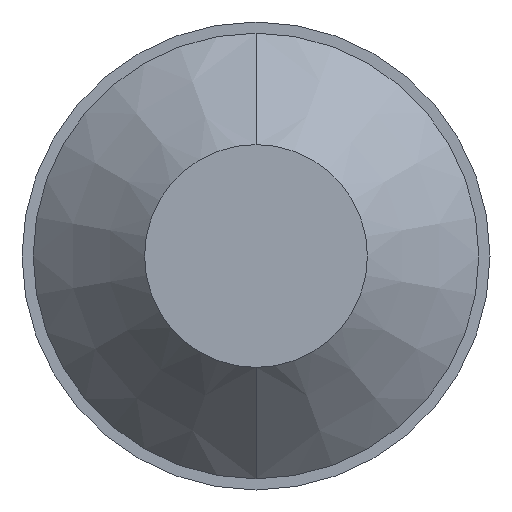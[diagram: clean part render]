
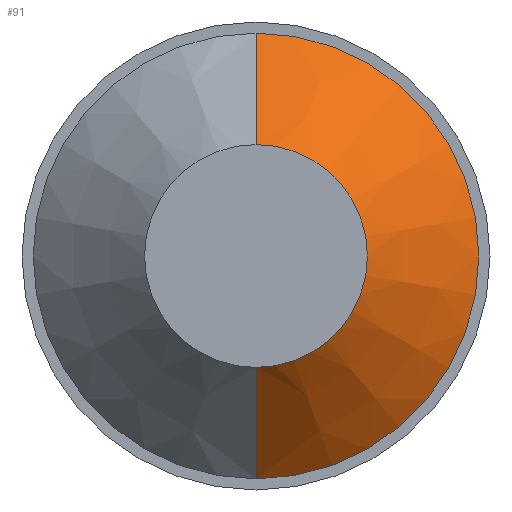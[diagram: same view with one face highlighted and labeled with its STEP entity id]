
A CAD part, front view. The second image highlights one B-rep face of the part: STEP entity #91.
In plain terms, the highlighted conical face has half-angle 45 degrees and reference radius 0.5 mm.
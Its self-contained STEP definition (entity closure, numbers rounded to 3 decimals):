
#4 = CARTESIAN_POINT ( 'NONE',  ( 0., 0.5, -1. ) ) ;
#9 = CARTESIAN_POINT ( 'NONE',  ( 0., 0., -0.5 ) ) ;
#11 = CONICAL_SURFACE ( 'NONE', #269, 0.5, 0.785 ) ;
#18 = FACE_OUTER_BOUND ( 'NONE', #321, .T. ) ;
#29 = CARTESIAN_POINT ( 'NONE',  ( 0., 0., 0.5 ) ) ;
#44 = VERTEX_POINT ( 'NONE', #29 ) ;
#46 = ORIENTED_EDGE ( 'NONE', *, *, #347, .F. ) ;
#55 = DIRECTION ( 'NONE',  ( 0., 0.707, 0.707 ) ) ;
#66 = CARTESIAN_POINT ( 'NONE',  ( 0., 0.5, 0. ) ) ;
#84 = VERTEX_POINT ( 'NONE', #4 ) ;
#91 = ADVANCED_FACE ( 'NONE', ( #18 ), #11, .T. ) ;
#99 = EDGE_CURVE ( 'NONE', #101, #84, #197, .T. ) ;
#101 = VERTEX_POINT ( 'NONE', #334 ) ;
#104 = AXIS2_PLACEMENT_3D ( 'NONE', #66, #268, #243 ) ;
#108 = ORIENTED_EDGE ( 'NONE', *, *, #126, .T. ) ;
#119 = CARTESIAN_POINT ( 'NONE',  ( 0., 0., 0. ) ) ;
#123 = ORIENTED_EDGE ( 'NONE', *, *, #99, .F. ) ;
#126 = EDGE_CURVE ( 'NONE', #216, #84, #224, .T. ) ;
#131 = CARTESIAN_POINT ( 'NONE',  ( 0., 0., -0.5 ) ) ;
#153 = VECTOR ( 'NONE', #55, 1000. ) ;
#154 = VECTOR ( 'NONE', #239, 1000. ) ;
#160 = DIRECTION ( 'NONE',  ( 0., 0., -1. ) ) ;
#177 = DIRECTION ( 'NONE',  ( 0., 1., 0. ) ) ;
#197 = CIRCLE ( 'NONE', #104, 1. ) ;
#216 = VERTEX_POINT ( 'NONE', #131 ) ;
#224 = LINE ( 'NONE', #9, #154 ) ;
#227 = LINE ( 'NONE', #252, #153 ) ;
#232 = EDGE_CURVE ( 'NONE', #216, #44, #349, .T. ) ;
#239 = DIRECTION ( 'NONE',  ( 0., 0.707, -0.707 ) ) ;
#243 = DIRECTION ( 'NONE',  ( 0., 0., -1. ) ) ;
#244 = DIRECTION ( 'NONE',  ( 0., -1., 0. ) ) ;
#252 = CARTESIAN_POINT ( 'NONE',  ( 0., 0., 0.5 ) ) ;
#268 = DIRECTION ( 'NONE',  ( 0., 1., 0. ) ) ;
#269 = AXIS2_PLACEMENT_3D ( 'NONE', #119, #177, #297 ) ;
#277 = AXIS2_PLACEMENT_3D ( 'NONE', #281, #244, #160 ) ;
#281 = CARTESIAN_POINT ( 'NONE',  ( 0., 0., 0. ) ) ;
#297 = DIRECTION ( 'NONE',  ( 0., 0., 1. ) ) ;
#321 = EDGE_LOOP ( 'NONE', ( #336, #108, #123, #46 ) ) ;
#334 = CARTESIAN_POINT ( 'NONE',  ( 0., 0.5, 1. ) ) ;
#336 = ORIENTED_EDGE ( 'NONE', *, *, #232, .F. ) ;
#347 = EDGE_CURVE ( 'NONE', #44, #101, #227, .T. ) ;
#349 = CIRCLE ( 'NONE', #277, 0.5 ) ;
